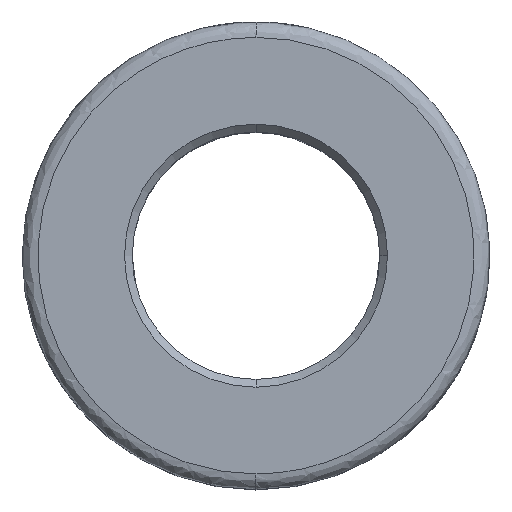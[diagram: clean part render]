
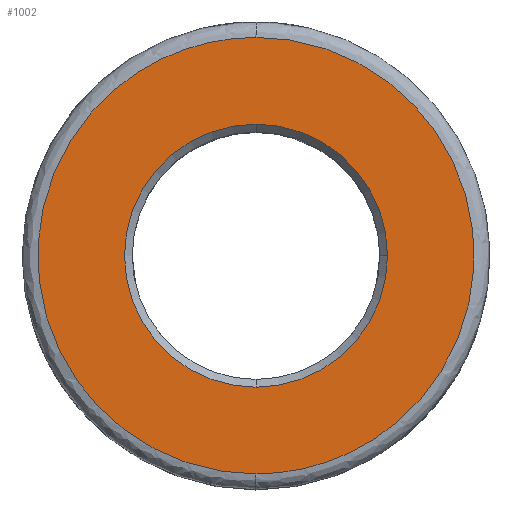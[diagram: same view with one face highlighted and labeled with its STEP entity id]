
A CAD part, top view. The second image highlights one B-rep face of the part: STEP entity #1002.
In plain terms, the highlighted planar face has unit normal (0, 0, 1).
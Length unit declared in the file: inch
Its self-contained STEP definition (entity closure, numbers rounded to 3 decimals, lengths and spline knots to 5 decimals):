
#66 = FACE_BOUND ( 'NONE', #298, .T. ) ;
#87 = VERTEX_POINT ( 'NONE', #437 ) ;
#119 = CIRCLE ( 'NONE', #1030, 0.33219 ) ;
#136 = EDGE_CURVE ( 'NONE', #1171, #469, #421, .T. ) ;
#147 = CARTESIAN_POINT ( 'NONE',  ( 0., 0., 0. ) ) ;
#204 = AXIS2_PLACEMENT_3D ( 'NONE', #1104, #311, #487 ) ;
#254 = PLANE ( 'NONE',  #659 ) ;
#261 = DIRECTION ( 'NONE',  ( 0., 0., -1. ) ) ;
#268 = CARTESIAN_POINT ( 'NONE',  ( -1.10236, 0.55118, 0. ) ) ;
#298 = EDGE_LOOP ( 'NONE', ( #335, #718, #482 ) ) ;
#311 = DIRECTION ( 'NONE',  ( 0., 0., 1. ) ) ;
#326 = DIRECTION ( 'NONE',  ( 0., 0., 1. ) ) ;
#335 = ORIENTED_EDGE ( 'NONE', *, *, #136, .F. ) ;
#348 = CARTESIAN_POINT ( 'NONE',  ( 0., -0.55118, 0. ) ) ;
#374 = ORIENTED_EDGE ( 'NONE', *, *, #615, .F. ) ;
#421 = CIRCLE ( 'NONE', #204, 0.33219 ) ;
#436 = CARTESIAN_POINT ( 'NONE',  ( 1.10236, -0.55118, 0. ) ) ;
#437 = CARTESIAN_POINT ( 'NONE',  ( 0., 0.55118, 0. ) ) ;
#469 = VERTEX_POINT ( 'NONE', #829 ) ;
#479 = DIRECTION ( 'NONE',  ( 1., 0., 0. ) ) ;
#482 = ORIENTED_EDGE ( 'NONE', *, *, #911, .F. ) ;
#486 = CARTESIAN_POINT ( 'NONE',  ( 0., 0., 0. ) ) ;
#487 = DIRECTION ( 'NONE',  ( 1., 0., 0. ) ) ;
#510 = DIRECTION ( 'NONE',  ( 1., 0., 0. ) ) ;
#529 = CARTESIAN_POINT ( 'NONE',  ( 1.10236, 0.55118, 0. ) ) ;
#558 = VERTEX_POINT ( 'NONE', #895 ) ;
#561 = DIRECTION ( 'NONE',  ( -1., 0., 0. ) ) ;
#593 = DIRECTION ( 'NONE',  ( 0., 0., 1. ) ) ;
#615 = EDGE_CURVE ( 'NONE', #87, #620, #1141, .T. ) ;
#620 = VERTEX_POINT ( 'NONE', #722 ) ;
#635 =( BOUNDED_CURVE ( )  B_SPLINE_CURVE ( 3, ( #1222, #948, #268, #942 ),
 .UNSPECIFIED., .F., .T. ) 
 B_SPLINE_CURVE_WITH_KNOTS ( ( 4, 4 ),
 ( 0., 1. ),
 .UNSPECIFIED. ) 
 CURVE ( )  GEOMETRIC_REPRESENTATION_ITEM ( )  RATIONAL_B_SPLINE_CURVE ( ( 1., 0.333, 0.333, 1. ) ) 
 REPRESENTATION_ITEM ( '' )  );
#659 = AXIS2_PLACEMENT_3D ( 'NONE', #1114, #261, #561 ) ;
#665 = EDGE_CURVE ( 'NONE', #620, #87, #635, .T. ) ;
#702 = CARTESIAN_POINT ( 'NONE',  ( 0., 0.33219, 0. ) ) ;
#718 = ORIENTED_EDGE ( 'NONE', *, *, #833, .F. ) ;
#722 = CARTESIAN_POINT ( 'NONE',  ( 0., -0.55118, 0. ) ) ;
#797 = ORIENTED_EDGE ( 'NONE', *, *, #665, .F. ) ;
#826 = FACE_OUTER_BOUND ( 'NONE', #995, .T. ) ;
#829 = CARTESIAN_POINT ( 'NONE',  ( 0., -0.33219, 0. ) ) ;
#833 = EDGE_CURVE ( 'NONE', #558, #1171, #930, .T. ) ;
#868 = AXIS2_PLACEMENT_3D ( 'NONE', #486, #593, #479 ) ;
#895 = CARTESIAN_POINT ( 'NONE',  ( 0.33219, 0., 0. ) ) ;
#911 = EDGE_CURVE ( 'NONE', #469, #558, #119, .T. ) ;
#916 = CARTESIAN_POINT ( 'NONE',  ( 0., 0.55118, 0. ) ) ;
#930 = CIRCLE ( 'NONE', #868, 0.33219 ) ;
#942 = CARTESIAN_POINT ( 'NONE',  ( 0., 0.55118, 0. ) ) ;
#948 = CARTESIAN_POINT ( 'NONE',  ( -1.10236, -0.55118, 0. ) ) ;
#995 = EDGE_LOOP ( 'NONE', ( #797, #374 ) ) ;
#1002 = ADVANCED_FACE ( 'NONE', ( #66, #826 ), #254, .F. ) ;
#1030 = AXIS2_PLACEMENT_3D ( 'NONE', #147, #326, #510 ) ;
#1104 = CARTESIAN_POINT ( 'NONE',  ( 0., 0., 0. ) ) ;
#1114 = CARTESIAN_POINT ( 'NONE',  ( 0., 0., 0. ) ) ;
#1141 =( BOUNDED_CURVE ( )  B_SPLINE_CURVE ( 3, ( #916, #529, #436, #348 ),
 .UNSPECIFIED., .F., .T. ) 
 B_SPLINE_CURVE_WITH_KNOTS ( ( 4, 4 ),
 ( 0., 1. ),
 .UNSPECIFIED. ) 
 CURVE ( )  GEOMETRIC_REPRESENTATION_ITEM ( )  RATIONAL_B_SPLINE_CURVE ( ( 1., 0.333, 0.333, 1. ) ) 
 REPRESENTATION_ITEM ( '' )  );
#1171 = VERTEX_POINT ( 'NONE', #702 ) ;
#1222 = CARTESIAN_POINT ( 'NONE',  ( 0., -0.55118, 0. ) ) ;
